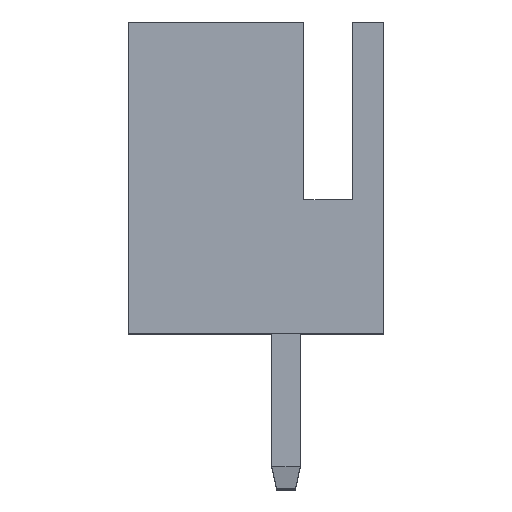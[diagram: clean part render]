
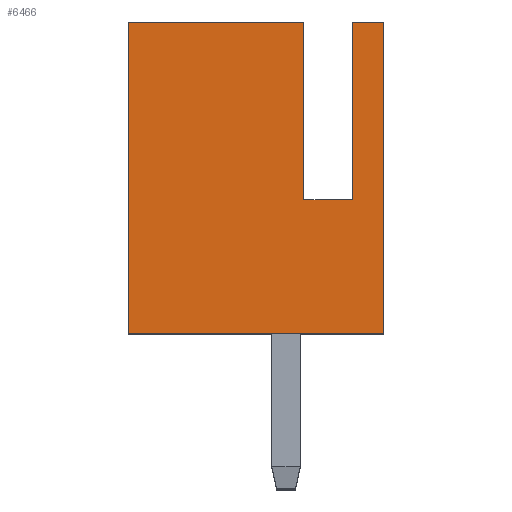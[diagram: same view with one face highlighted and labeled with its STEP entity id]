
A CAD part, top view. The second image highlights one B-rep face of the part: STEP entity #6466.
In plain terms, the highlighted planar face has unit normal (0, 0, 1).
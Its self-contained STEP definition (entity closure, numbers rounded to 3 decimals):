
#50 = VERTEX_POINT ( 'NONE', #1920 ) ;
#51 = VECTOR ( 'NONE', #4339, 1000. ) ;
#99 = DIRECTION ( 'NONE',  ( 0., -1., 0. ) ) ;
#156 = EDGE_CURVE ( 'NONE', #50, #3343, #2758, .T. ) ;
#398 = VECTOR ( 'NONE', #5549, 1000. ) ;
#528 = CARTESIAN_POINT ( 'NONE',  ( 1.5, 7., 2.5 ) ) ;
#529 = EDGE_CURVE ( 'NONE', #5146, #6218, #5863, .T. ) ;
#568 = ORIENTED_EDGE ( 'NONE', *, *, #156, .F. ) ;
#603 = DIRECTION ( 'NONE',  ( 0., -1., 0. ) ) ;
#744 = EDGE_CURVE ( 'NONE', #50, #6218, #2272, .T. ) ;
#1050 = VERTEX_POINT ( 'NONE', #2152 ) ;
#1601 = VECTOR ( 'NONE', #603, 1000. ) ;
#1755 = DIRECTION ( 'NONE',  ( 0., -1., 0. ) ) ;
#1920 = CARTESIAN_POINT ( 'NONE',  ( -3.55, 7., 2.5 ) ) ;
#1984 = CARTESIAN_POINT ( 'NONE',  ( -3.55, 7., 2.5 ) ) ;
#2152 = CARTESIAN_POINT ( 'NONE',  ( 2.2, 7., 2.5 ) ) ;
#2243 = CARTESIAN_POINT ( 'NONE',  ( -3.55, 7., 2.5 ) ) ;
#2261 = EDGE_CURVE ( 'NONE', #1050, #5146, #3013, .T. ) ;
#2272 = LINE ( 'NONE', #2243, #6400 ) ;
#2387 = ORIENTED_EDGE ( 'NONE', *, *, #529, .F. ) ;
#2449 = EDGE_CURVE ( 'NONE', #4699, #5978, #4704, .T. ) ;
#2490 = ORIENTED_EDGE ( 'NONE', *, *, #5080, .F. ) ;
#2522 = DIRECTION ( 'NONE',  ( -1., 0., 0. ) ) ;
#2634 = CARTESIAN_POINT ( 'NONE',  ( 1.5, 3., 2.5 ) ) ;
#2758 = LINE ( 'NONE', #4471, #51 ) ;
#2879 = EDGE_CURVE ( 'NONE', #5978, #4160, #6835, .T. ) ;
#3013 = LINE ( 'NONE', #3805, #1601 ) ;
#3050 = CARTESIAN_POINT ( 'NONE',  ( -3.55, 0., 2.5 ) ) ;
#3341 = CARTESIAN_POINT ( 'NONE',  ( -3.55, 0., 2.5 ) ) ;
#3343 = VERTEX_POINT ( 'NONE', #3664 ) ;
#3439 = ORIENTED_EDGE ( 'NONE', *, *, #2261, .F. ) ;
#3664 = CARTESIAN_POINT ( 'NONE',  ( 0.4, 7., 2.5 ) ) ;
#3805 = CARTESIAN_POINT ( 'NONE',  ( 2.2, 7., 2.5 ) ) ;
#3870 = ORIENTED_EDGE ( 'NONE', *, *, #2879, .F. ) ;
#3945 = FACE_OUTER_BOUND ( 'NONE', #4555, .T. ) ;
#4020 = CARTESIAN_POINT ( 'NONE',  ( 0.4, 3., 2.5 ) ) ;
#4069 = DIRECTION ( 'NONE',  ( -1., 0., 0. ) ) ;
#4149 = DIRECTION ( 'NONE',  ( -1., 0., 0. ) ) ;
#4160 = VERTEX_POINT ( 'NONE', #528 ) ;
#4206 = AXIS2_PLACEMENT_3D ( 'NONE', #1984, #5752, #2522 ) ;
#4264 = VECTOR ( 'NONE', #1755, 1000. ) ;
#4339 = DIRECTION ( 'NONE',  ( 1., 0., 0. ) ) ;
#4463 = CARTESIAN_POINT ( 'NONE',  ( -3.55, 3., 2.5 ) ) ;
#4471 = CARTESIAN_POINT ( 'NONE',  ( -3.55, 7., 2.5 ) ) ;
#4538 = VECTOR ( 'NONE', #4069, 1000. ) ;
#4555 = EDGE_LOOP ( 'NONE', ( #2490, #568, #5739, #2387, #3439, #6536, #3870, #6267 ) ) ;
#4699 = VERTEX_POINT ( 'NONE', #4020 ) ;
#4704 = LINE ( 'NONE', #4463, #398 ) ;
#4724 = EDGE_CURVE ( 'NONE', #1050, #4160, #6154, .T. ) ;
#5004 = CARTESIAN_POINT ( 'NONE',  ( 2.2, 0., 2.5 ) ) ;
#5080 = EDGE_CURVE ( 'NONE', #3343, #4699, #5537, .T. ) ;
#5146 = VERTEX_POINT ( 'NONE', #5004 ) ;
#5537 = LINE ( 'NONE', #6049, #4264 ) ;
#5549 = DIRECTION ( 'NONE',  ( 1., 0., 0. ) ) ;
#5687 = VECTOR ( 'NONE', #4149, 1000. ) ;
#5738 = PLANE ( 'NONE',  #4206 ) ;
#5739 = ORIENTED_EDGE ( 'NONE', *, *, #744, .T. ) ;
#5752 = DIRECTION ( 'NONE',  ( 0., 0., -1. ) ) ;
#5835 = DIRECTION ( 'NONE',  ( 0., 1., 0. ) ) ;
#5863 = LINE ( 'NONE', #3050, #5687 ) ;
#5978 = VERTEX_POINT ( 'NONE', #2634 ) ;
#6049 = CARTESIAN_POINT ( 'NONE',  ( 0.4, 7., 2.5 ) ) ;
#6154 = LINE ( 'NONE', #6768, #4538 ) ;
#6218 = VERTEX_POINT ( 'NONE', #3341 ) ;
#6267 = ORIENTED_EDGE ( 'NONE', *, *, #2449, .F. ) ;
#6400 = VECTOR ( 'NONE', #99, 1000. ) ;
#6466 = ADVANCED_FACE ( 'NONE', ( #3945 ), #5738, .F. ) ;
#6536 = ORIENTED_EDGE ( 'NONE', *, *, #4724, .T. ) ;
#6662 = VECTOR ( 'NONE', #5835, 1000. ) ;
#6768 = CARTESIAN_POINT ( 'NONE',  ( -3.55, 7., 2.5 ) ) ;
#6835 = LINE ( 'NONE', #6904, #6662 ) ;
#6904 = CARTESIAN_POINT ( 'NONE',  ( 1.5, 7., 2.5 ) ) ;
